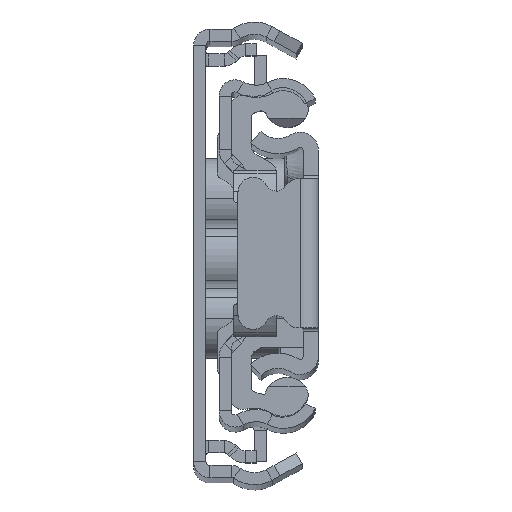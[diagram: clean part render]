
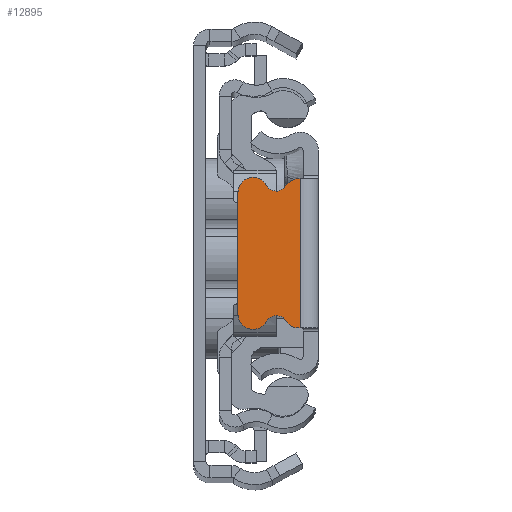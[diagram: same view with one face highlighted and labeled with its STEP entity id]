
A CAD part, top view. The second image highlights one B-rep face of the part: STEP entity #12895.
In plain terms, the highlighted planar face has unit normal (0, 0, 1).
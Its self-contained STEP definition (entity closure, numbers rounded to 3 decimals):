
#630 = AXIS2_PLACEMENT_3D ( 'NONE', #16195, #4638, #23878 ) ;
#932 = ORIENTED_EDGE ( 'NONE', *, *, #5904, .F. ) ;
#1282 = AXIS2_PLACEMENT_3D ( 'NONE', #7761, #1728, #17443 ) ;
#1334 = VERTEX_POINT ( 'NONE', #2008 ) ;
#1527 = AXIS2_PLACEMENT_3D ( 'NONE', #21066, #24832, #17172 ) ;
#1640 = CARTESIAN_POINT ( 'NONE',  ( -1.929, -7.37, 0. ) ) ;
#1728 = DIRECTION ( 'NONE',  ( 0., 0., 1. ) ) ;
#1912 = VERTEX_POINT ( 'NONE', #15918 ) ;
#2008 = CARTESIAN_POINT ( 'NONE',  ( -1.75, 7.37, 0. ) ) ;
#2278 = CARTESIAN_POINT ( 'NONE',  ( -1.75, -7.37, 0. ) ) ;
#2621 = DIRECTION ( 'NONE',  ( 0., 0., 1. ) ) ;
#2721 = CIRCLE ( 'NONE', #1527, 1.1 ) ;
#2737 = LINE ( 'NONE', #2869, #13747 ) ;
#2793 = EDGE_LOOP ( 'NONE', ( #10311, #9486, #9430, #20414, #9643, #20908, #19623, #19498, #14036, #932 ) ) ;
#2869 = CARTESIAN_POINT ( 'NONE',  ( -1.75, 0., 0. ) ) ;
#3660 = DIRECTION ( 'NONE',  ( 0., 0., 1. ) ) ;
#3782 = DIRECTION ( 'NONE',  ( 1., 0., 0. ) ) ;
#3943 = DIRECTION ( 'NONE',  ( 0., 0., -1. ) ) ;
#4014 = CARTESIAN_POINT ( 'NONE',  ( 294.071, 0., 0. ) ) ;
#4638 = DIRECTION ( 'NONE',  ( 0., 0., 1. ) ) ;
#5067 = AXIS2_PLACEMENT_3D ( 'NONE', #11817, #18099, #8400 ) ;
#5342 = EDGE_CURVE ( 'NONE', #24820, #7144, #21751, .T. ) ;
#5523 = AXIS2_PLACEMENT_3D ( 'NONE', #12061, #2621, #17970 ) ;
#5904 = EDGE_CURVE ( 'NONE', #8245, #22578, #6423, .T. ) ;
#6312 = CIRCLE ( 'NONE', #5523, 1.5 ) ;
#6423 = LINE ( 'NONE', #1640, #21715 ) ;
#6846 = CARTESIAN_POINT ( 'NONE',  ( -3.206, 6.658, 0. ) ) ;
#7144 = VERTEX_POINT ( 'NONE', #6846 ) ;
#7502 = CARTESIAN_POINT ( 'NONE',  ( -5.109, -6.713, 0. ) ) ;
#7761 = CARTESIAN_POINT ( 'NONE',  ( -1.929, 5.87, 0. ) ) ;
#8245 = VERTEX_POINT ( 'NONE', #2278 ) ;
#8400 = DIRECTION ( 'NONE',  ( 1., 0., 0. ) ) ;
#9164 = CARTESIAN_POINT ( 'NONE',  ( -7.929, -6., 0. ) ) ;
#9430 = ORIENTED_EDGE ( 'NONE', *, *, #5342, .T. ) ;
#9486 = ORIENTED_EDGE ( 'NONE', *, *, #12723, .F. ) ;
#9595 = DIRECTION ( 'NONE',  ( -1., 0., 0. ) ) ;
#9643 = ORIENTED_EDGE ( 'NONE', *, *, #14329, .T. ) ;
#9865 = VECTOR ( 'NONE', #21515, 1000. ) ;
#10311 = ORIENTED_EDGE ( 'NONE', *, *, #22074, .F. ) ;
#10412 = DIRECTION ( 'NONE',  ( 0., -1., 0. ) ) ;
#11060 = LINE ( 'NONE', #9164, #22911 ) ;
#11203 = FACE_OUTER_BOUND ( 'NONE', #2793, .T. ) ;
#11794 = AXIS2_PLACEMENT_3D ( 'NONE', #13244, #3943, #9595 ) ;
#11817 = CARTESIAN_POINT ( 'NONE',  ( -1.929, -5.87, 0. ) ) ;
#12061 = CARTESIAN_POINT ( 'NONE',  ( -6.429, 6., 0. ) ) ;
#12301 = CIRCLE ( 'NONE', #630, 1.5 ) ;
#12340 = LINE ( 'NONE', #17998, #9865 ) ;
#12723 = EDGE_CURVE ( 'NONE', #24820, #1334, #12340, .T. ) ;
#12895 = ADVANCED_FACE ( 'NONE', ( #11203 ), #16356, .T. ) ;
#12964 = VERTEX_POINT ( 'NONE', #19122 ) ;
#13048 = EDGE_CURVE ( 'NONE', #1912, #22578, #15865, .T. ) ;
#13127 = EDGE_CURVE ( 'NONE', #17580, #21062, #12301, .T. ) ;
#13244 = CARTESIAN_POINT ( 'NONE',  ( -4.142, -7.236, 0. ) ) ;
#13747 = VECTOR ( 'NONE', #10412, 1000. ) ;
#14036 = ORIENTED_EDGE ( 'NONE', *, *, #13048, .T. ) ;
#14329 = EDGE_CURVE ( 'NONE', #20125, #12964, #6312, .T. ) ;
#15287 = EDGE_CURVE ( 'NONE', #7144, #20125, #2721, .T. ) ;
#15633 = CARTESIAN_POINT ( 'NONE',  ( -7.929, -6., 0. ) ) ;
#15865 = CIRCLE ( 'NONE', #5067, 1.5 ) ;
#15918 = CARTESIAN_POINT ( 'NONE',  ( -3.206, -6.658, 0. ) ) ;
#16195 = CARTESIAN_POINT ( 'NONE',  ( -6.429, -6., 0. ) ) ;
#16356 = PLANE ( 'NONE',  #20320 ) ;
#16833 = DIRECTION ( 'NONE',  ( 0., -1., 0. ) ) ;
#17172 = DIRECTION ( 'NONE',  ( 1., 0., 0. ) ) ;
#17443 = DIRECTION ( 'NONE',  ( -1., 0., 0. ) ) ;
#17580 = VERTEX_POINT ( 'NONE', #15633 ) ;
#17919 = CARTESIAN_POINT ( 'NONE',  ( -1.929, 7.37, 0. ) ) ;
#17970 = DIRECTION ( 'NONE',  ( -1., 0., 0. ) ) ;
#17998 = CARTESIAN_POINT ( 'NONE',  ( -1.929, 7.37, 0. ) ) ;
#18099 = DIRECTION ( 'NONE',  ( 0., 0., 1. ) ) ;
#19122 = CARTESIAN_POINT ( 'NONE',  ( -7.929, 6., 0. ) ) ;
#19498 = ORIENTED_EDGE ( 'NONE', *, *, #23412, .T. ) ;
#19623 = ORIENTED_EDGE ( 'NONE', *, *, #13127, .T. ) ;
#20125 = VERTEX_POINT ( 'NONE', #20412 ) ;
#20320 = AXIS2_PLACEMENT_3D ( 'NONE', #4014, #3660, #3782 ) ;
#20412 = CARTESIAN_POINT ( 'NONE',  ( -5.109, 6.713, 0. ) ) ;
#20414 = ORIENTED_EDGE ( 'NONE', *, *, #15287, .T. ) ;
#20908 = ORIENTED_EDGE ( 'NONE', *, *, #24122, .T. ) ;
#21062 = VERTEX_POINT ( 'NONE', #7502 ) ;
#21066 = CARTESIAN_POINT ( 'NONE',  ( -4.142, 7.236, 0. ) ) ;
#21515 = DIRECTION ( 'NONE',  ( 1., 0., 0. ) ) ;
#21715 = VECTOR ( 'NONE', #22406, 1000. ) ;
#21751 = CIRCLE ( 'NONE', #1282, 1.5 ) ;
#22074 = EDGE_CURVE ( 'NONE', #1334, #8245, #2737, .T. ) ;
#22406 = DIRECTION ( 'NONE',  ( -1., 0., 0. ) ) ;
#22408 = CARTESIAN_POINT ( 'NONE',  ( -1.929, -7.37, 0. ) ) ;
#22578 = VERTEX_POINT ( 'NONE', #22408 ) ;
#22911 = VECTOR ( 'NONE', #16833, 1000. ) ;
#23412 = EDGE_CURVE ( 'NONE', #21062, #1912, #24257, .T. ) ;
#23878 = DIRECTION ( 'NONE',  ( 1., 0., 0. ) ) ;
#24122 = EDGE_CURVE ( 'NONE', #12964, #17580, #11060, .T. ) ;
#24257 = CIRCLE ( 'NONE', #11794, 1.1 ) ;
#24820 = VERTEX_POINT ( 'NONE', #17919 ) ;
#24832 = DIRECTION ( 'NONE',  ( 0., 0., -1. ) ) ;
